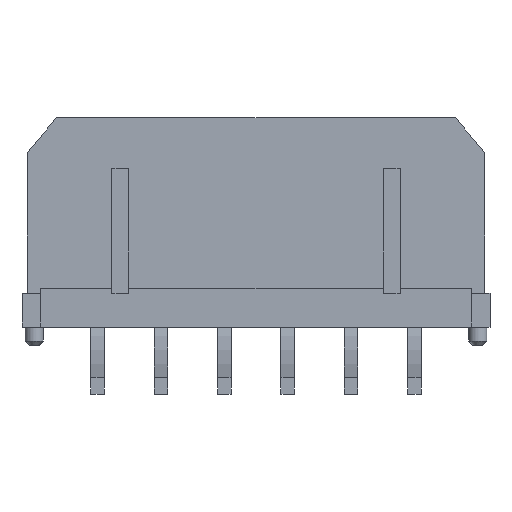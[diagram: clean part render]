
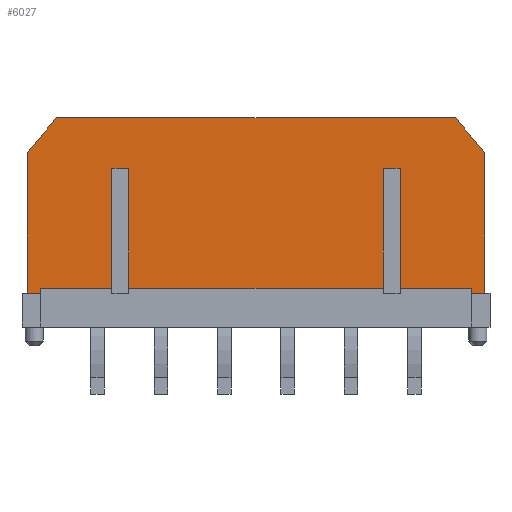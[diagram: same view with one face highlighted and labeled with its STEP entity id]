
A CAD part, front view. The second image highlights one B-rep face of the part: STEP entity #6027.
In plain terms, the highlighted planar face has unit normal (0, -1, 0).
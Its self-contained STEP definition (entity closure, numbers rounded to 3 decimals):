
#1533=DIRECTION('',(0.,0.,1.));
#1534=VECTOR('',#1533,5.66);
#1535=CARTESIAN_POINT('',(6.825,-3.43,-3.105));
#1536=LINE('',#1535,#1534);
#1537=DIRECTION('',(-1.,0.,0.));
#1538=VECTOR('',#1537,0.8);
#1539=CARTESIAN_POINT('',(6.825,-3.43,2.555));
#1540=LINE('',#1539,#1538);
#1541=DIRECTION('',(0.,0.,1.));
#1542=VECTOR('',#1541,5.66);
#1543=CARTESIAN_POINT('',(6.025,-3.43,-3.105));
#1544=LINE('',#1543,#1542);
#1545=DIRECTION('',(-1.,0.,0.));
#1546=VECTOR('',#1545,12.05);
#1547=CARTESIAN_POINT('',(6.025,-3.43,-3.105));
#1548=LINE('',#1547,#1546);
#1549=DIRECTION('',(0.,0.,1.));
#1550=VECTOR('',#1549,5.66);
#1551=CARTESIAN_POINT('',(-6.025,-3.43,-3.105));
#1552=LINE('',#1551,#1550);
#1553=DIRECTION('',(-1.,0.,0.));
#1554=VECTOR('',#1553,0.8);
#1555=CARTESIAN_POINT('',(-6.025,-3.43,2.555));
#1556=LINE('',#1555,#1554);
#1557=DIRECTION('',(0.,0.,1.));
#1558=VECTOR('',#1557,5.66);
#1559=CARTESIAN_POINT('',(-6.825,-3.43,-3.105));
#1560=LINE('',#1559,#1558);
#1561=DIRECTION('',(-1.,0.,0.));
#1562=VECTOR('',#1561,3.36);
#1563=CARTESIAN_POINT('',(-6.825,-3.43,-3.105));
#1564=LINE('',#1563,#1562);
#1565=DIRECTION('',(0.,0.,1.));
#1566=VECTOR('',#1565,0.25);
#1567=CARTESIAN_POINT('',(-10.185,-3.43,-3.355));
#1568=LINE('',#1567,#1566);
#1569=DIRECTION('',(1.,0.,0.));
#1570=VECTOR('',#1569,0.64);
#1571=CARTESIAN_POINT('',(-10.825,-3.43,-3.355));
#1572=LINE('',#1571,#1570);
#1573=DIRECTION('',(0.,0.,1.));
#1574=VECTOR('',#1573,6.66);
#1575=CARTESIAN_POINT('',(-10.825,-3.43,-3.355));
#1576=LINE('',#1575,#1574);
#1577=DIRECTION('',(0.643,0.,0.766));
#1578=VECTOR('',#1577,2.154);
#1579=CARTESIAN_POINT('',(-10.825,-3.43,3.305));
#1580=LINE('',#1579,#1578);
#1581=DIRECTION('',(0.643,0.,-0.766));
#1582=VECTOR('',#1581,2.154);
#1583=CARTESIAN_POINT('',(9.44,-3.43,4.955));
#1584=LINE('',#1583,#1582);
#1585=DIRECTION('',(-1.,0.,0.));
#1586=VECTOR('',#1585,0.64);
#1587=CARTESIAN_POINT('',(10.825,-3.43,-3.355));
#1588=LINE('',#1587,#1586);
#1589=DIRECTION('',(0.,0.,1.));
#1590=VECTOR('',#1589,0.25);
#1591=CARTESIAN_POINT('',(10.185,-3.43,-3.355));
#1592=LINE('',#1591,#1590);
#1593=DIRECTION('',(-1.,0.,0.));
#1594=VECTOR('',#1593,3.36);
#1595=CARTESIAN_POINT('',(10.185,-3.43,-3.105));
#1596=LINE('',#1595,#1594);
#1777=DIRECTION('',(1.,0.,0.));
#1778=VECTOR('',#1777,18.881);
#1779=CARTESIAN_POINT('',(-9.44,-3.43,4.955));
#1780=LINE('',#1779,#1778);
#2165=DIRECTION('',(0.,0.,1.));
#2166=VECTOR('',#2165,6.66);
#2167=CARTESIAN_POINT('',(10.825,-3.43,-3.355));
#2168=LINE('',#2167,#2166);
#2975=CARTESIAN_POINT('',(9.44,-3.43,4.955));
#2977=VERTEX_POINT('',#2975);
#2983=CARTESIAN_POINT('',(-9.44,-3.43,4.955));
#2985=VERTEX_POINT('',#2983);
#2996=CARTESIAN_POINT('',(-10.825,-3.43,3.305));
#2998=VERTEX_POINT('',#2996);
#2999=CARTESIAN_POINT('',(10.825,-3.43,3.305));
#3000=VERTEX_POINT('',#2999);
#3035=CARTESIAN_POINT('',(-10.825,-3.43,-3.355));
#3036=CARTESIAN_POINT('',(-10.185,-3.43,-3.355));
#3037=VERTEX_POINT('',#3035);
#3038=VERTEX_POINT('',#3036);
#3039=CARTESIAN_POINT('',(10.825,-3.43,-3.355));
#3040=CARTESIAN_POINT('',(10.185,-3.43,-3.355));
#3041=VERTEX_POINT('',#3039);
#3042=VERTEX_POINT('',#3040);
#3047=CARTESIAN_POINT('',(-10.185,-3.43,-3.105));
#3048=VERTEX_POINT('',#3047);
#3049=CARTESIAN_POINT('',(10.185,-3.43,-3.105));
#3050=VERTEX_POINT('',#3049);
#3607=CARTESIAN_POINT('',(6.825,-3.43,-3.105));
#3608=CARTESIAN_POINT('',(6.825,-3.43,2.555));
#3609=VERTEX_POINT('',#3607);
#3610=VERTEX_POINT('',#3608);
#3611=CARTESIAN_POINT('',(6.025,-3.43,2.555));
#3612=VERTEX_POINT('',#3611);
#3613=CARTESIAN_POINT('',(6.025,-3.43,-3.105));
#3614=VERTEX_POINT('',#3613);
#3615=CARTESIAN_POINT('',(-6.025,-3.43,-3.105));
#3616=CARTESIAN_POINT('',(-6.025,-3.43,2.555));
#3617=VERTEX_POINT('',#3615);
#3618=VERTEX_POINT('',#3616);
#3619=CARTESIAN_POINT('',(-6.825,-3.43,2.555));
#3620=VERTEX_POINT('',#3619);
#3621=CARTESIAN_POINT('',(-6.825,-3.43,-3.105));
#3622=VERTEX_POINT('',#3621);
#5985=CARTESIAN_POINT('',(-10.825,-3.43,-4.955));
#5986=DIRECTION('',(0.,-1.,0.));
#5987=DIRECTION('',(1.,0.,0.));
#5988=AXIS2_PLACEMENT_3D('',#5985,#5986,#5987);
#5989=PLANE('',#5988);
#5991=ORIENTED_EDGE('',*,*,#5990,.T.);
#5993=ORIENTED_EDGE('',*,*,#5992,.T.);
#5995=ORIENTED_EDGE('',*,*,#5994,.F.);
#5997=ORIENTED_EDGE('',*,*,#5996,.T.);
#5999=ORIENTED_EDGE('',*,*,#5998,.T.);
#6001=ORIENTED_EDGE('',*,*,#6000,.T.);
#6003=ORIENTED_EDGE('',*,*,#6002,.F.);
#6005=ORIENTED_EDGE('',*,*,#6004,.T.);
#6007=ORIENTED_EDGE('',*,*,#6006,.F.);
#6009=ORIENTED_EDGE('',*,*,#6008,.F.);
#6011=ORIENTED_EDGE('',*,*,#6010,.T.);
#6013=ORIENTED_EDGE('',*,*,#6012,.T.);
#6015=ORIENTED_EDGE('',*,*,#6014,.T.);
#6017=ORIENTED_EDGE('',*,*,#6016,.T.);
#6019=ORIENTED_EDGE('',*,*,#6018,.F.);
#6020=ORIENTED_EDGE('',*,*,#5973,.T.);
#6022=ORIENTED_EDGE('',*,*,#6021,.T.);
#6024=ORIENTED_EDGE('',*,*,#6023,.T.);
#6025=EDGE_LOOP('',(#5991,#5993,#5995,#5997,#5999,#6001,#6003,#6005,#6007,#6009,
#6011,#6013,#6015,#6017,#6019,#6020,#6022,#6024));
#6026=FACE_OUTER_BOUND('',#6025,.F.);
#6027=ADVANCED_FACE('',(#6026),#5989,.T.);
#5973=EDGE_CURVE('',#3041,#3042,#1588,.T.);
#5990=EDGE_CURVE('',#3609,#3610,#1536,.T.);
#5992=EDGE_CURVE('',#3610,#3612,#1540,.T.);
#5994=EDGE_CURVE('',#3614,#3612,#1544,.T.);
#5996=EDGE_CURVE('',#3614,#3617,#1548,.T.);
#5998=EDGE_CURVE('',#3617,#3618,#1552,.T.);
#6000=EDGE_CURVE('',#3618,#3620,#1556,.T.);
#6002=EDGE_CURVE('',#3622,#3620,#1560,.T.);
#6004=EDGE_CURVE('',#3622,#3048,#1564,.T.);
#6006=EDGE_CURVE('',#3038,#3048,#1568,.T.);
#6008=EDGE_CURVE('',#3037,#3038,#1572,.T.);
#6010=EDGE_CURVE('',#3037,#2998,#1576,.T.);
#6012=EDGE_CURVE('',#2998,#2985,#1580,.T.);
#6014=EDGE_CURVE('',#2985,#2977,#1780,.T.);
#6016=EDGE_CURVE('',#2977,#3000,#1584,.T.);
#6018=EDGE_CURVE('',#3041,#3000,#2168,.T.);
#6021=EDGE_CURVE('',#3042,#3050,#1592,.T.);
#6023=EDGE_CURVE('',#3050,#3609,#1596,.T.);
